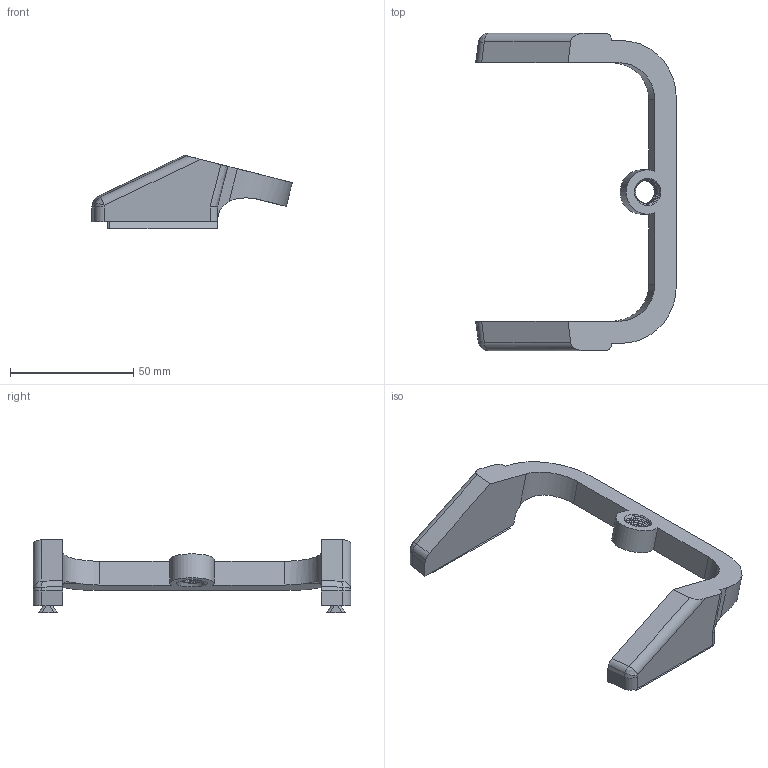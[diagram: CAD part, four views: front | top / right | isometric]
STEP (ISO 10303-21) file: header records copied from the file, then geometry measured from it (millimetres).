
FILE_DESCRIPTION(/* description */ (''),/* implementation_level */ '2;1');
FILE_NAME(/* name */ 'Tangled Spool Holder A4 - Tubing Holder.step',/* time_stamp */ '2025-05-27T19:19:11-06:00',/* author */ (''),/* organization */ (''),/* preprocessor_version */ 'ST-DEVELOPER v20.1',/* originating_system */ 'Autodesk Translation Framework v14.4.0.0',/* authorisation */ '');
FILE_SCHEMA (('AUTOMOTIVE_DESIGN { 1 0 10303 214 3 1 1 }'));
Length unit declared in the file: millimetre
Products named in the file (1): Tubing Holder Angled
Bounding box: 81.46 x 129 x 29.88 mm (x, y, z)
Volume: 40513.9 mm3; surface area: 14463.4 mm2
Topology: 1 solids, 1 shells, 79 faces, 223 edges, 146 vertices
Faces by surface type: cylinder 38, plane 29, bspline 8, cone 4
Full cylindrical faces by diameter (mm): 9.435 x6, 10.547 x7
Entity records: 5297 total; most frequent: CARTESIAN_POINT 3307, ORIENTED_EDGE 446, DIRECTION 359, EDGE_CURVE 223, VERTEX_POINT 146, LINE 121, VECTOR 121, AXIS2_PLACEMENT_3D 119
